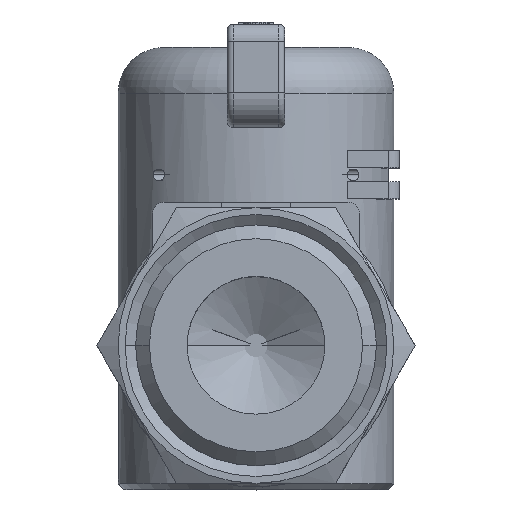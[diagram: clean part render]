
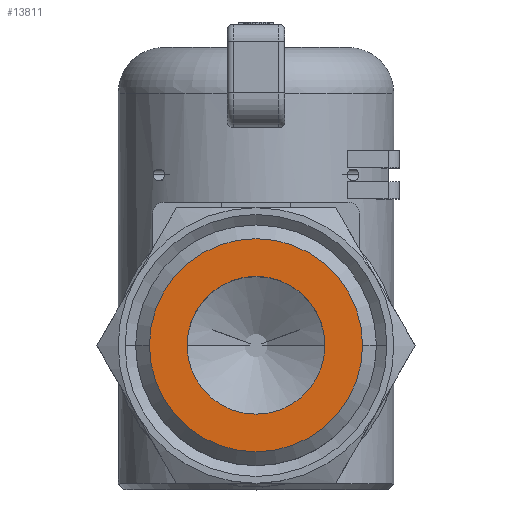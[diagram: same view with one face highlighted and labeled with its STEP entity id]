
A CAD part, top view. The second image highlights one B-rep face of the part: STEP entity #13811.
In plain terms, the highlighted planar face has unit normal (0, 0, 1).
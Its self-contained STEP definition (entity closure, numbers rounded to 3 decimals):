
#12723=CARTESIAN_POINT('',(17.059,5.73,33.0));
#12724=VERTEX_POINT('',#12723);
#12732=CARTESIAN_POINT('',(35.614,5.73,33.0));
#12733=VERTEX_POINT('',#12732);
#12740=CARTESIAN_POINT('',(26.337,5.73,33.0));
#12741=DIRECTION('',(0.0,0.0,-1.0));
#12742=DIRECTION('',(-1.0,0.0,0.0));
#12743=AXIS2_PLACEMENT_3D('',#12740,#12741,#12742);
#12744=CIRCLE('',#12743,9.278);
#12745=EDGE_CURVE('',#12733,#12724,#12744,.T.);
#12755=CARTESIAN_POINT('',(32.337,5.73,33.0));
#12756=VERTEX_POINT('',#12755);
#12765=CARTESIAN_POINT('',(20.337,5.73,33.0));
#12766=VERTEX_POINT('',#12765);
#12767=CARTESIAN_POINT('',(26.337,5.73,33.0));
#12768=DIRECTION('',(0.0,0.0,-1.0));
#12769=DIRECTION('',(1.0,0.0,0.0));
#12770=AXIS2_PLACEMENT_3D('',#12767,#12768,#12769);
#12771=CIRCLE('',#12770,6.0);
#12772=EDGE_CURVE('',#12766,#12756,#12771,.T.);
#13596=CARTESIAN_POINT('',(26.337,5.73,33.0));
#13597=DIRECTION('',(0.0,0.0,-1.0));
#13598=DIRECTION('',(1.0,0.0,0.0));
#13599=AXIS2_PLACEMENT_3D('',#13596,#13597,#13598);
#13600=CIRCLE('',#13599,6.0);
#13601=EDGE_CURVE('',#12756,#12766,#13600,.T.);
#13768=CARTESIAN_POINT('',(26.337,5.73,33.0));
#13769=DIRECTION('',(0.0,0.0,-1.0));
#13770=DIRECTION('',(-1.0,0.0,0.0));
#13771=AXIS2_PLACEMENT_3D('',#13768,#13769,#13770);
#13772=CIRCLE('',#13771,9.278);
#13773=EDGE_CURVE('',#12724,#12733,#13772,.T.);
#13798=CARTESIAN_POINT('',(36.814,5.73,33.0));
#13799=DIRECTION('',(0.0,0.0,1.0));
#13800=DIRECTION('',(1.0,0.0,0.0));
#13801=AXIS2_PLACEMENT_3D('',#13798,#13799,#13800);
#13802=PLANE('',#13801);
#13803=ORIENTED_EDGE('',*,*,#12745,.F.);
#13804=ORIENTED_EDGE('',*,*,#13773,.F.);
#13805=EDGE_LOOP('',(#13803,#13804));
#13806=FACE_OUTER_BOUND('',#13805,.T.);
#13807=ORIENTED_EDGE('',*,*,#13601,.T.);
#13808=ORIENTED_EDGE('',*,*,#12772,.T.);
#13809=EDGE_LOOP('',(#13807,#13808));
#13810=FACE_BOUND('',#13809,.T.);
#13811=ADVANCED_FACE('',(#13806,#13810),#13802,.T.);
